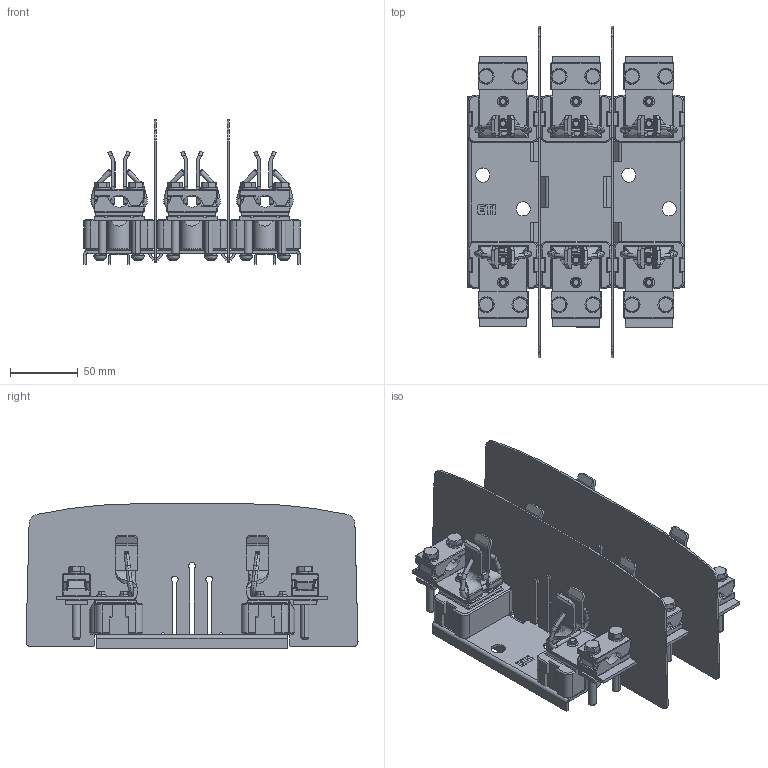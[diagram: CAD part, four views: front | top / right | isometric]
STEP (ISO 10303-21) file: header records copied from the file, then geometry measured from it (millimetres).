
FILE_DESCRIPTION((''),'2;1');
FILE_NAME('004123100_PK1_M10-M10_1P_S_ASM','2023-10-23T13:32:22',('klemen.sitar'),('Audax d.o.o.'),'CREO PARAMETRIC BY PTC INC, 2021304','CREO PARAMETRIC BY PTC INC, 2021304','');
FILE_SCHEMA(('AP242_MANAGED_MODEL_BASED_3D_ENGINEERING_MIM_LF { 1 0 10303 442 1 1 4 }'));
Products named in the file (31): 0000039208_1_1; BARRIER_ASM; PRT0115_1; 0000032892_AF0_1_1_2_1; 0000032892_AF1_1_1; 0000044574_1_1_2_3_1; 0000032602_1_1; PRT0002; BASE_ASM; 0000038637_1_1_2_1; 0000038447_1_1_2_3_1; 0000038645_AF0_1_1_2_3_1; 0000032808_1_1; 0000032606_1_1_2_3_4_1; 56424_L_KLEMMENUNTERTEIL_S1_P_4; K_1_1_1_1; PRT0005LLLL_1_1_1_1; 66809_FEDERRING_DIN_127-A6_1__1; 65714_SECHSKANTSCHRAUBE_M6X50_5; P1_BOT_ASM; CERAMIC_BOT_ASM; 0000038645_AF1_1_1_2_3_1; 56424_L_KLEMMENUNTERTEIL_S1_P_3; K_1_1_1; PRT0005LLLL_1_1_1; 66809_FEDERRING_DIN_127-A6_1_1_; 65714_SECHSKANTSCHRAUBE_M6X50_4; P1_TOP_ASM; CERAMIC_TOP_ASM; 004132200_PK1_M10-M10_3P_S_ASM; 004123100_PK1_M10-M10_1P_S_ASM
Assembly tree (73 placements, depth 5):
  004123100_PK1_M10-M10_1P_S_ASM
    004132200_PK1_M10-M10_3P_S_ASM
      BARRIER_ASM
        0000039208_1_1  x2
      BASE_ASM
        PRT0115_1
        0000032892_AF0_1_1_2_1
        0000032892_AF1_1_1
        0000044574_1_1_2_3_1  x12
        0000032602_1_1  x12
        PRT0002
      CERAMIC_BOT_ASM  x3
        0000038637_1_1_2_1
        0000038447_1_1_2_3_1
        0000038645_AF0_1_1_2_3_1
        0000032808_1_1
        0000032602_1_1
        0000032606_1_1_2_3_4_1
        P1_BOT_ASM
          56424_L_KLEMMENUNTERTEIL_S1_P_4
          K_1_1_1_1
          PRT0005LLLL_1_1_1_1
          66809_FEDERRING_DIN_127-A6_1__1  x2
          65714_SECHSKANTSCHRAUBE_M6X50_5  x2
      CERAMIC_TOP_ASM  x3
        0000038637_1_1_2_1
        0000038447_1_1_2_3_1
        0000032606_1_1_2_3_4_1
        0000032808_1_1
        0000032602_1_1
        0000038645_AF1_1_1_2_3_1
        P1_TOP_ASM
          56424_L_KLEMMENUNTERTEIL_S1_P_3
          K_1_1_1
          PRT0005LLLL_1_1_1
          66809_FEDERRING_DIN_127-A6_1_1_  x2
          65714_SECHSKANTSCHRAUBE_M6X50_4  x2
Bounding box: 160.02 x 245.79 x 107 mm (x, y, z)
Volume: 535480 mm3; surface area: 346880.9 mm2
Topology: 128 solids, 176 shells, 4471 faces, 11624 edges, 7256 vertices
Faces by surface type: plane 2063, cylinder 1472, bspline 378, cone 318, torus 168, sphere 72
Entity records: 67490 total; most frequent: CARTESIAN_POINT 23870, ORIENTED_EDGE 5618, DIRECTION 5549, PRESENTATION_STYLE_ASSIGNMENT 3377, STYLED_ITEM 3377, EDGE_CURVE 2823, CURVE_STYLE 2735, AXIS2_PLACEMENT_3D 1943
